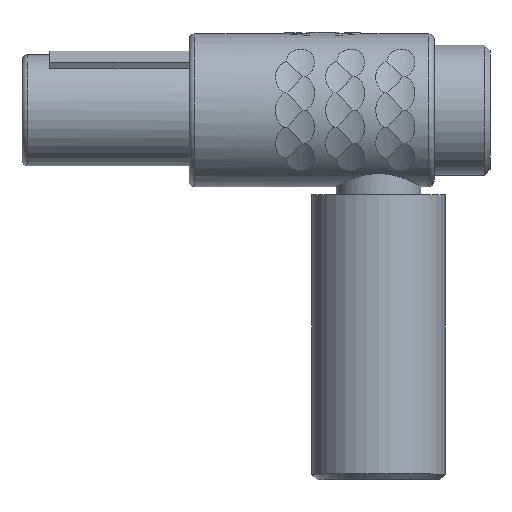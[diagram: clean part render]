
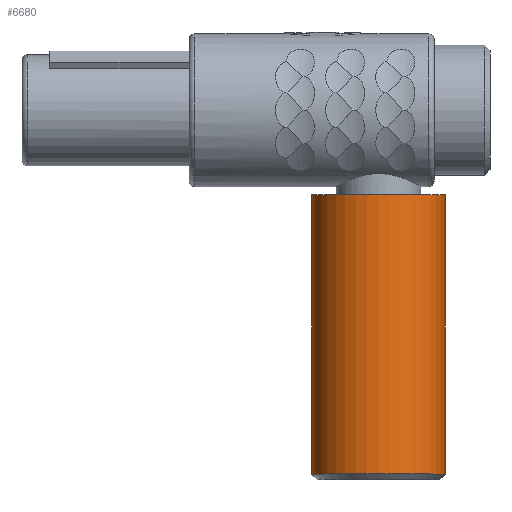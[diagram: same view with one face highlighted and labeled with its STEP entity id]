
A CAD part, top view. The second image highlights one B-rep face of the part: STEP entity #6680.
In plain terms, the highlighted cylindrical face has radius 6 mm (diameter 12 mm), a partial arc.
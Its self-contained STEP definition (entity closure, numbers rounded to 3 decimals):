
#1581=CARTESIAN_POINT('',(10.3,-7.6,0.));
#1582=DIRECTION('',(0.,-1.,0.));
#1583=DIRECTION('',(1.,0.,0.));
#1584=AXIS2_PLACEMENT_3D('',#1581,#1582,#1583);
#1591=DIRECTION('',(0.,1.,0.));
#1592=VECTOR('',#1591,25.05);
#1593=CARTESIAN_POINT('',(16.3,-32.65,
0.));
#1594=LINE('',#1593,#1592);
#1595=DIRECTION('',(0.,1.,0.));
#1596=VECTOR('',#1595,25.05);
#1597=CARTESIAN_POINT('',(4.3,-32.65,
0.));
#1598=LINE('',#1597,#1596);
#1607=CARTESIAN_POINT('',(10.3,-32.65,0.));
#1608=DIRECTION('',(0.,1.,0.));
#1609=DIRECTION('',(-1.,0.,0.));
#1610=AXIS2_PLACEMENT_3D('',#1607,#1608,#1609);
#4419=CARTESIAN_POINT('',(16.3,-32.65,0.));
#4420=CARTESIAN_POINT('',(4.3,-32.65,0.));
#4421=VERTEX_POINT('',#4419);
#4422=VERTEX_POINT('',#4420);
#4436=CARTESIAN_POINT('',(16.3,-7.6,0.));
#4437=CARTESIAN_POINT('',(4.3,-7.6,0.));
#4438=VERTEX_POINT('',#4436);
#4439=VERTEX_POINT('',#4437);
#6669=CARTESIAN_POINT('',(10.3,-2.385,0.));
#6670=DIRECTION('',(0.,-1.,0.));
#6671=DIRECTION('',(-1.,0.,0.));
#6672=AXIS2_PLACEMENT_3D('',#6669,#6670,#6671);
#6673=CYLINDRICAL_SURFACE('',#6672,6.);
#6674=ORIENTED_EDGE('',*,*,#6653,.F.);
#6675=ORIENTED_EDGE('',*,*,#6614,.T.);
#6676=ORIENTED_EDGE('',*,*,#6588,.F.);
#6677=ORIENTED_EDGE('',*,*,#6611,.F.);
#6678=EDGE_LOOP('',(#6674,#6675,#6676,#6677));
#6679=FACE_OUTER_BOUND('',#6678,.F.);
#1585=CIRCLE('',#1584,6.);
#1611=CIRCLE('',#1610,6.);
#6588=EDGE_CURVE('',#4438,#4439,#1585,.T.);
#6611=EDGE_CURVE('',#4421,#4438,#1594,.T.);
#6614=EDGE_CURVE('',#4422,#4439,#1598,.T.);
#6653=EDGE_CURVE('',#4422,#4421,#1611,.T.);
#6680=ADVANCED_FACE('',(#6679),#6673,.T.);
